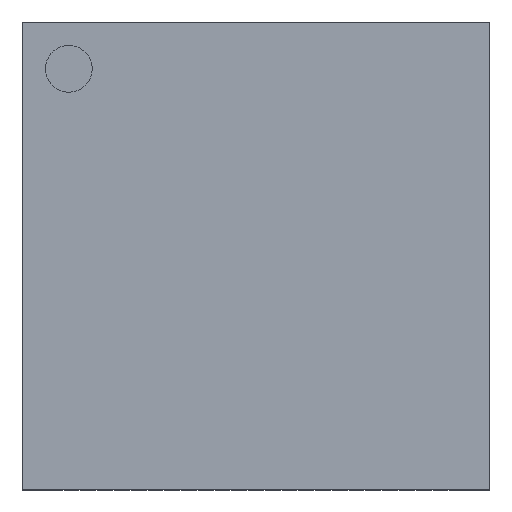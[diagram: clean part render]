
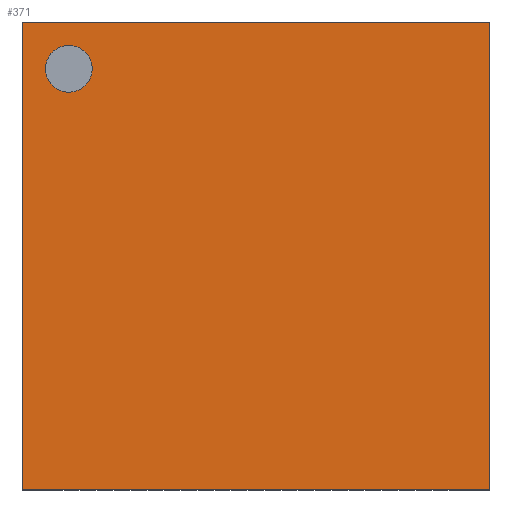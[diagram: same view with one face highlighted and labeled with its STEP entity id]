
A CAD part, top view. The second image highlights one B-rep face of the part: STEP entity #371.
In plain terms, the highlighted planar face has unit normal (0, 0, 1).
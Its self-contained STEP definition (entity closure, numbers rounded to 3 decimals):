
#13=DIRECTION('',(0.,0.,1.));
#20=ORIENTED_EDGE('',*,*,#21,.F.);
#21=EDGE_CURVE('',#22,#24,#26,.T.);
#22=VERTEX_POINT('',#23);
#23=CARTESIAN_POINT('',(-4.,-4.,0.9));
#24=VERTEX_POINT('',#25);
#25=CARTESIAN_POINT('',(-4.,4.,0.9));
#26=LINE('',#23,#27);
#27=VECTOR('',#28,1.);
#28=DIRECTION('',(0.,1.,0.));
#370=DIRECTION('',(1.,0.,0.));
#371=ADVANCED_FACE('',(#372,#388),#397,.T.);
#372=FACE_BOUND('',#373,.T.);
#373=EDGE_LOOP('',(#20,#374,#380,#385));
#374=ORIENTED_EDGE('',*,*,#375,.T.);
#375=EDGE_CURVE('',#22,#376,#378,.T.);
#376=VERTEX_POINT('',#377);
#377=CARTESIAN_POINT('',(4.,-4.,0.9));
#378=LINE('',#23,#379);
#379=VECTOR('',#370,1.);
#380=ORIENTED_EDGE('',*,*,#381,.T.);
#381=EDGE_CURVE('',#376,#382,#384,.T.);
#382=VERTEX_POINT('',#383);
#383=CARTESIAN_POINT('',(4.,4.,0.9));
#384=LINE('',#377,#27);
#385=ORIENTED_EDGE('',*,*,#386,.F.);
#386=EDGE_CURVE('',#24,#382,#387,.T.);
#387=LINE('',#25,#379);
#388=FACE_BOUND('',#389,.T.);
#389=EDGE_LOOP('',(#390));
#390=ORIENTED_EDGE('',*,*,#391,.F.);
#391=EDGE_CURVE('',#392,#392,#394,.T.);
#392=VERTEX_POINT('',#393);
#393=CARTESIAN_POINT('',(-2.8,3.2,0.9));
#394=CIRCLE('',#395,0.4);
#395=AXIS2_PLACEMENT_3D('',#396,#13,#370);
#396=CARTESIAN_POINT('',(-3.2,3.2,0.9));
#397=PLANE('',#398);
#398=AXIS2_PLACEMENT_3D('',#23,#13,#370);
